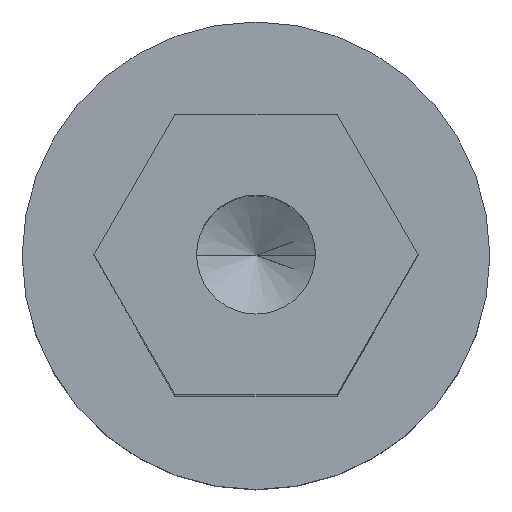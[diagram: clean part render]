
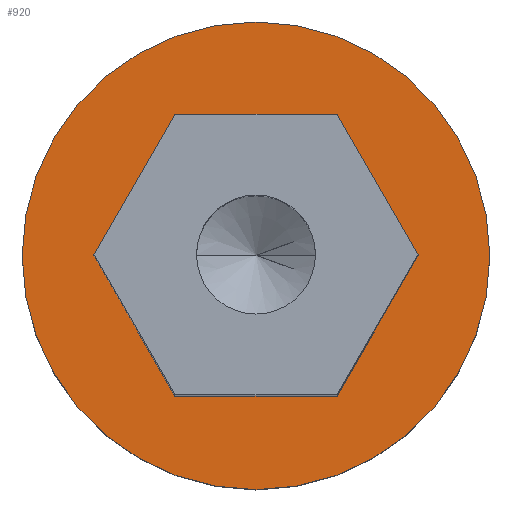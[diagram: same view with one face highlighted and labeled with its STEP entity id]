
A CAD part, top view. The second image highlights one B-rep face of the part: STEP entity #920.
In plain terms, the highlighted planar face has unit normal (0, 0, 1).
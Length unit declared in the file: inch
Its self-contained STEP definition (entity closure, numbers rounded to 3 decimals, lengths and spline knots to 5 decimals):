
#2 = PLANE ( 'NONE',  #132 ) ;
#41 = AXIS2_PLACEMENT_3D ( 'NONE', #785, #995, #141 ) ;
#72 = EDGE_CURVE ( 'NONE', #599, #708, #894, .T. ) ;
#96 = CARTESIAN_POINT ( 'NONE',  ( 0., 0., 1.445 ) ) ;
#108 = VECTOR ( 'NONE', #495, 39.37008 ) ;
#109 = CIRCLE ( 'NONE', #41, 0.3125 ) ;
#123 = CARTESIAN_POINT ( 'NONE',  ( 0.10825, 0.1875, 1.445 ) ) ;
#132 = AXIS2_PLACEMENT_3D ( 'NONE', #96, #410, #165 ) ;
#141 = DIRECTION ( 'NONE',  ( 1., 0., 0. ) ) ;
#151 = DIRECTION ( 'NONE',  ( -1., 0., 0. ) ) ;
#157 = VECTOR ( 'NONE', #745, 39.37008 ) ;
#165 = DIRECTION ( 'NONE',  ( 1., 0., 0. ) ) ;
#170 = CIRCLE ( 'NONE', #1071, 0.3125 ) ;
#182 = EDGE_CURVE ( 'NONE', #335, #369, #917, .T. ) ;
#191 = VERTEX_POINT ( 'NONE', #1056 ) ;
#192 = CARTESIAN_POINT ( 'NONE',  ( -0.21651, 0., 1.445 ) ) ;
#242 = VECTOR ( 'NONE', #893, 39.37008 ) ;
#244 = VERTEX_POINT ( 'NONE', #548 ) ;
#262 = EDGE_LOOP ( 'NONE', ( #276, #987, #459, #339, #291, #583 ) ) ;
#276 = ORIENTED_EDGE ( 'NONE', *, *, #1082, .F. ) ;
#291 = ORIENTED_EDGE ( 'NONE', *, *, #537, .F. ) ;
#309 = LINE ( 'NONE', #123, #983 ) ;
#312 = CARTESIAN_POINT ( 'NONE',  ( 0.3125, 0., 1.445 ) ) ;
#335 = VERTEX_POINT ( 'NONE', #465 ) ;
#339 = ORIENTED_EDGE ( 'NONE', *, *, #72, .F. ) ;
#369 = VERTEX_POINT ( 'NONE', #734 ) ;
#391 = LINE ( 'NONE', #479, #242 ) ;
#410 = DIRECTION ( 'NONE',  ( 0., 0., 1. ) ) ;
#459 = ORIENTED_EDGE ( 'NONE', *, *, #1010, .F. ) ;
#465 = CARTESIAN_POINT ( 'NONE',  ( -0.10825, -0.1875, 1.445 ) ) ;
#479 = CARTESIAN_POINT ( 'NONE',  ( 0.21651, 0., 1.445 ) ) ;
#487 = EDGE_LOOP ( 'NONE', ( #916, #623 ) ) ;
#495 = DIRECTION ( 'NONE',  ( 1., 0., 0. ) ) ;
#515 = VECTOR ( 'NONE', #689, 39.37008 ) ;
#532 = LINE ( 'NONE', #858, #515 ) ;
#537 = EDGE_CURVE ( 'NONE', #191, #599, #309, .T. ) ;
#539 = CARTESIAN_POINT ( 'NONE',  ( 0.21651, 0., 1.445 ) ) ;
#548 = CARTESIAN_POINT ( 'NONE',  ( -0.3125, 0., 1.445 ) ) ;
#559 = EDGE_CURVE ( 'NONE', #661, #191, #391, .T. ) ;
#564 = DIRECTION ( 'NONE',  ( 0., 0., 1. ) ) ;
#568 = CARTESIAN_POINT ( 'NONE',  ( 0., 0., 1.445 ) ) ;
#575 = EDGE_CURVE ( 'NONE', #244, #808, #109, .T. ) ;
#577 = DIRECTION ( 'NONE',  ( 1., 0., 0. ) ) ;
#583 = ORIENTED_EDGE ( 'NONE', *, *, #559, .F. ) ;
#599 = VERTEX_POINT ( 'NONE', #731 ) ;
#623 = ORIENTED_EDGE ( 'NONE', *, *, #804, .T. ) ;
#648 = DIRECTION ( 'NONE',  ( -0.5, -0.866, 0. ) ) ;
#661 = VERTEX_POINT ( 'NONE', #539 ) ;
#667 = CARTESIAN_POINT ( 'NONE',  ( -0.21651, 0., 1.445 ) ) ;
#677 = LINE ( 'NONE', #667, #157 ) ;
#689 = DIRECTION ( 'NONE',  ( 0.5, 0.866, 0. ) ) ;
#708 = VERTEX_POINT ( 'NONE', #192 ) ;
#731 = CARTESIAN_POINT ( 'NONE',  ( -0.10825, 0.1875, 1.445 ) ) ;
#734 = CARTESIAN_POINT ( 'NONE',  ( 0.10825, -0.1875, 1.445 ) ) ;
#745 = DIRECTION ( 'NONE',  ( 0.5, -0.866, 0. ) ) ;
#761 = FACE_OUTER_BOUND ( 'NONE', #487, .T. ) ;
#785 = CARTESIAN_POINT ( 'NONE',  ( 0., 0., 1.445 ) ) ;
#804 = EDGE_CURVE ( 'NONE', #808, #244, #170, .T. ) ;
#808 = VERTEX_POINT ( 'NONE', #312 ) ;
#830 = CARTESIAN_POINT ( 'NONE',  ( -0.10825, -0.1875, 1.445 ) ) ;
#858 = CARTESIAN_POINT ( 'NONE',  ( 0.10825, -0.1875, 1.445 ) ) ;
#893 = DIRECTION ( 'NONE',  ( -0.5, 0.866, 0. ) ) ;
#894 = LINE ( 'NONE', #1076, #942 ) ;
#916 = ORIENTED_EDGE ( 'NONE', *, *, #575, .T. ) ;
#917 = LINE ( 'NONE', #830, #108 ) ;
#920 = ADVANCED_FACE ( 'NONE', ( #1007, #761 ), #2, .T. ) ;
#942 = VECTOR ( 'NONE', #648, 39.37008 ) ;
#983 = VECTOR ( 'NONE', #151, 39.37008 ) ;
#987 = ORIENTED_EDGE ( 'NONE', *, *, #182, .F. ) ;
#995 = DIRECTION ( 'NONE',  ( 0., 0., 1. ) ) ;
#1007 = FACE_BOUND ( 'NONE', #262, .T. ) ;
#1010 = EDGE_CURVE ( 'NONE', #708, #335, #677, .T. ) ;
#1056 = CARTESIAN_POINT ( 'NONE',  ( 0.10825, 0.1875, 1.445 ) ) ;
#1071 = AXIS2_PLACEMENT_3D ( 'NONE', #568, #564, #577 ) ;
#1076 = CARTESIAN_POINT ( 'NONE',  ( -0.10825, 0.1875, 1.445 ) ) ;
#1082 = EDGE_CURVE ( 'NONE', #369, #661, #532, .T. ) ;
